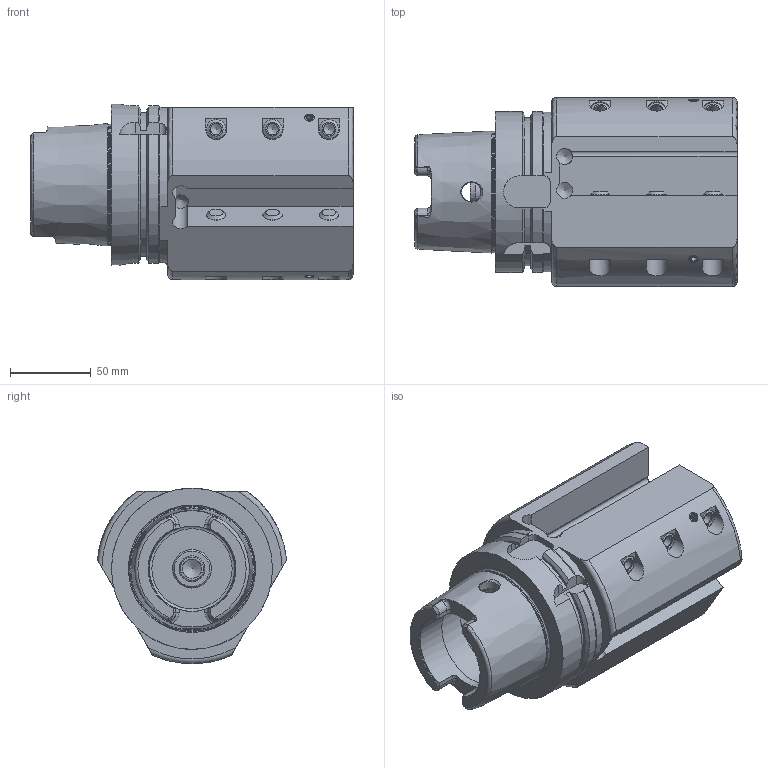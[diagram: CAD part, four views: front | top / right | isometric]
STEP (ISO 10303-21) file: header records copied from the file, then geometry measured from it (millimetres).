
FILE_DESCRIPTION((''),'2;1');
FILE_NAME('590077150150-3D.stp','2021-09-25T10:35:55',('nttooll'),(''),'Autodesk Inventor 2012','Autodesk Inventor 2012','');
FILE_SCHEMA(('AUTOMOTIVE_DESIGN { 1 0 10303 214 1 1 1 1 }'));
Length unit declared in the file: millimetre
Products named in the file (1): 590077150150-3D
Bounding box: 200 x 117.45 x 109 mm (x, y, z)
Volume: 1127600.3 mm3; surface area: 129162.7 mm2
Topology: 1 solids, 3 shells, 375 faces, 925 edges, 599 vertices
Faces by surface type: plane 133, cylinder 127, cone 89, torus 20, sphere 6
Full cylindrical faces by diameter (mm): 2.887 x2, 3.15 x1, 3.464 x3, 4 x3, 4.3 x3, 5 x5, 5.2 x6, 6 x6, 6.928 x9, 10 x3, 10.5 x3, 12 x21, 15.3 x1, 16 x4, 24 x1, 53 x1, 53.8 x1, 63 x1, 75.3 x1, 100 x1
Entity records: 10924 total; most frequent: CARTESIAN_POINT 3133, DIRECTION 1653, ORIENTED_EDGE 1378, AXIS2_PLACEMENT_3D 714, EDGE_CURVE 689, EDGE_LOOP 584, VERTEX_POINT 519, FACE_OUTER_BOUND 375
